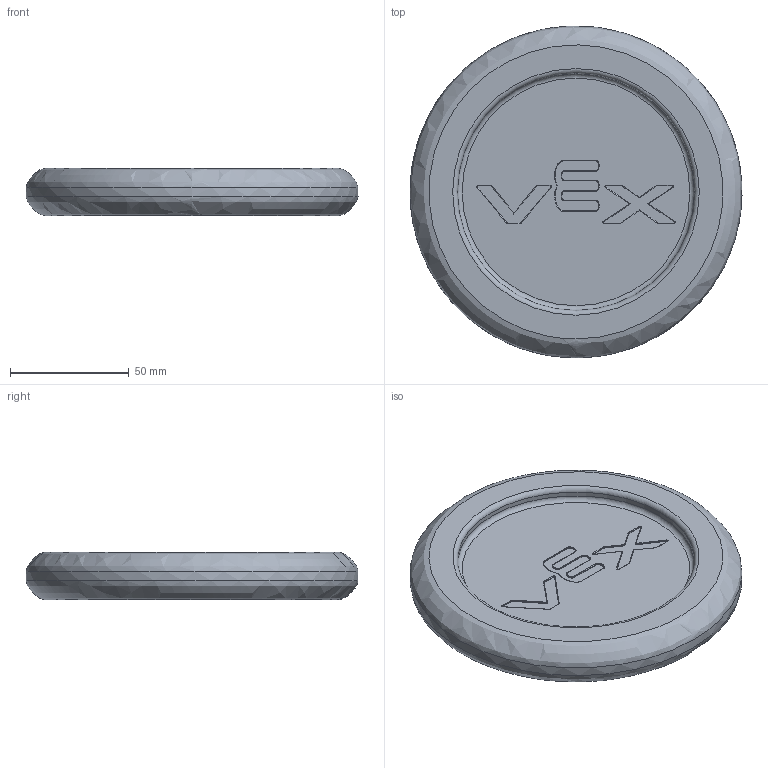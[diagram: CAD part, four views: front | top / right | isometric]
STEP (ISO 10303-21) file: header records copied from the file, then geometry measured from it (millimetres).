
FILE_DESCRIPTION(/* description */ (''),/* implementation_level */ '2;1');
FILE_NAME(/* name */ 'Disc.step',/* time_stamp */ '2024-06-27T21:21:21-05:00',/* author */ (''),/* organization */ (''),/* preprocessor_version */ 'ST-DEVELOPER v20',/* originating_system */ 'Autodesk Translation Framework v13.14.0.145',/* authorisation */ '');
FILE_SCHEMA (('AUTOMOTIVE_DESIGN { 1 0 10303 214 3 1 1 }'));
Length unit declared in the file: inch
Products named in the file (2): Disk / Disc; 276-7500-001 Web
Assembly tree (1 placements, depth 2):
  Disk / Disc
    276-7500-001 Web
Bounding box: 139.98 x 139.95 x 20 mm (x, y, z)
Volume: 196482.8 mm3; surface area: 38910.8 mm2
Topology: 1 solids, 1 shells, 277 faces, 673 edges, 406 vertices
Faces by surface type: bspline 194, plane 44, cylinder 35, torus 4
Full cylindrical faces by diameter (mm): 100 x2, 140 x1
Entity records: 12590 total; most frequent: CARTESIAN_POINT 7075, ORIENTED_EDGE 1346, DIRECTION 817, EDGE_CURVE 673, VERTEX_POINT 406, AXIS2_PLACEMENT_3D 293, EDGE_LOOP 285, FACE_OUTER_BOUND 277
